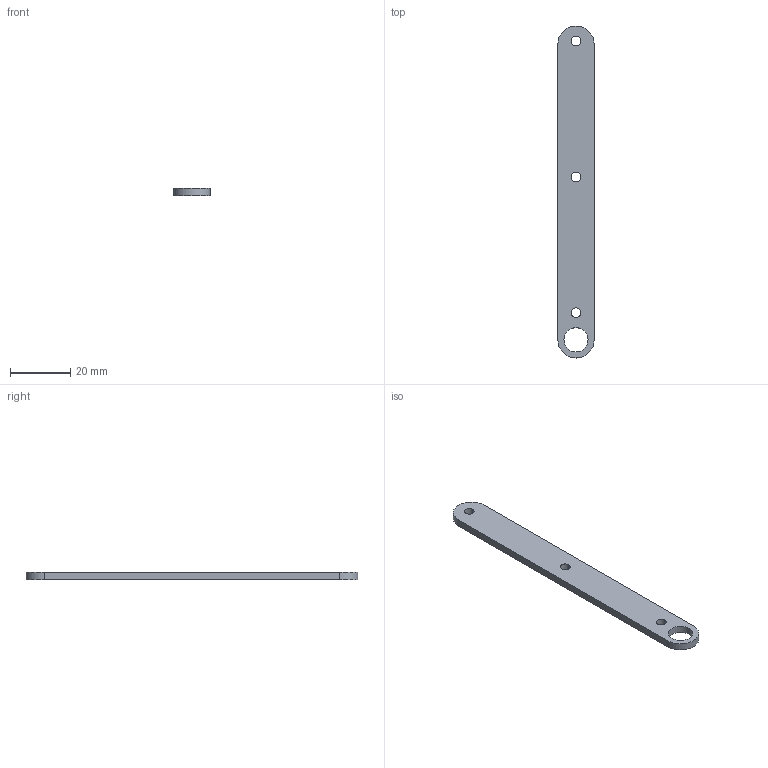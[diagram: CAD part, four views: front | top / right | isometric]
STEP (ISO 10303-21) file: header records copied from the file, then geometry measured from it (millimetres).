
FILE_DESCRIPTION((''),'2;1');
FILE_NAME('SCISSOR_FULL_CABLE','2020-08-27T',('s4393944'),(''),'CREO PARAMETRIC BY PTC INC, 2015480','CREO PARAMETRIC BY PTC INC, 2015480','');
FILE_SCHEMA(('CONFIG_CONTROL_DESIGN'));
Length unit declared in the file: millimetre
Products named in the file (1): SCISSOR_FULL_CABLE
Bounding box: 12 x 110 x 2.5 mm (x, y, z)
Volume: 3036.8 mm3; surface area: 3151.9 mm2
Topology: 1 solids, 1 shells, 14 faces, 36 edges, 24 vertices
Faces by surface type: cylinder 10, plane 4
Entity records: 494 total; most frequent: DIRECTION 84, CARTESIAN_POINT 74, ORIENTED_EDGE 72, EDGE_CURVE 36, AXIS2_PLACEMENT_3D 34, VERTEX_POINT 24, EDGE_LOOP 22, CIRCLE 20
